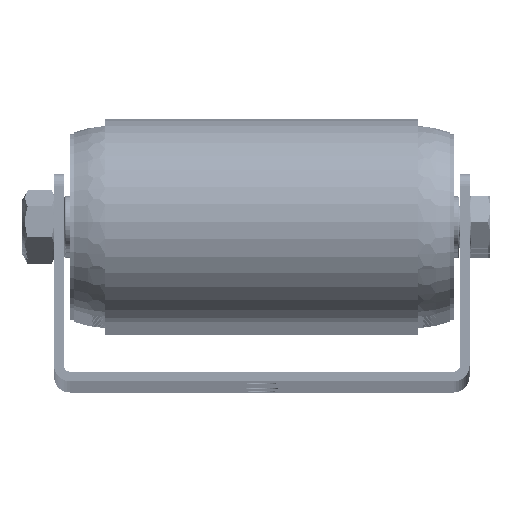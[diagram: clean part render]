
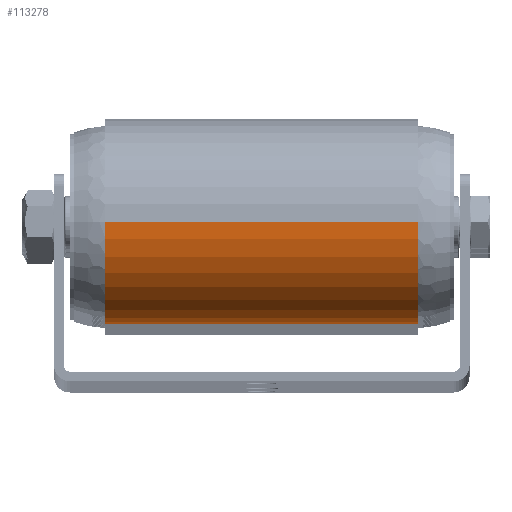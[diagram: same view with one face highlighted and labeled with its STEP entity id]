
A CAD part, top view. The second image highlights one B-rep face of the part: STEP entity #113278.
In plain terms, the highlighted cylindrical face has radius 32 mm (diameter 64 mm), a partial arc.
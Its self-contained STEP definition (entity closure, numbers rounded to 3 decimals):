
#220 = EDGE_CURVE ( 'NONE', #46752, #38629, #4168, .T. ) ;
#4168 = CIRCLE ( 'NONE', #101559, 32. ) ;
#5362 = DIRECTION ( 'NONE',  ( 1., 0., 0. ) ) ;
#10613 = DIRECTION ( 'NONE',  ( 0., 0., 1. ) ) ;
#11747 = DIRECTION ( 'NONE',  ( 0., 0., 1. ) ) ;
#14907 = EDGE_CURVE ( 'NONE', #46752, #124530, #26753, .T. ) ;
#16388 = ORIENTED_EDGE ( 'NONE', *, *, #14907, .T. ) ;
#20676 = AXIS2_PLACEMENT_3D ( 'NONE', #78884, #26835, #50020 ) ;
#22820 = CARTESIAN_POINT ( 'NONE',  ( -49., 50., -18. ) ) ;
#26494 = CARTESIAN_POINT ( 'NONE',  ( -49., 50., -82. ) ) ;
#26753 = LINE ( 'NONE', #26494, #110021 ) ;
#26835 = DIRECTION ( 'NONE',  ( 1., 0., 0. ) ) ;
#38629 = VERTEX_POINT ( 'NONE', #22820 ) ;
#43880 = AXIS2_PLACEMENT_3D ( 'NONE', #51828, #112021, #10613 ) ;
#45236 = FACE_OUTER_BOUND ( 'NONE', #117549, .T. ) ;
#46752 = VERTEX_POINT ( 'NONE', #80281 ) ;
#50020 = DIRECTION ( 'NONE',  ( 0., 0., -1. ) ) ;
#51828 = CARTESIAN_POINT ( 'NONE',  ( 49., 50., -50. ) ) ;
#53845 = CARTESIAN_POINT ( 'NONE',  ( 49., 50., -82. ) ) ;
#71446 = ORIENTED_EDGE ( 'NONE', *, *, #85600, .T. ) ;
#75627 = ORIENTED_EDGE ( 'NONE', *, *, #81743, .F. ) ;
#76850 = CARTESIAN_POINT ( 'NONE',  ( -49., 50., -18. ) ) ;
#77339 = VECTOR ( 'NONE', #5362, 1000. ) ;
#78884 = CARTESIAN_POINT ( 'NONE',  ( -49., 50., -50. ) ) ;
#80281 = CARTESIAN_POINT ( 'NONE',  ( -49., 50., -82. ) ) ;
#81743 = EDGE_CURVE ( 'NONE', #38629, #128282, #111982, .T. ) ;
#85600 = EDGE_CURVE ( 'NONE', #124530, #128282, #103296, .T. ) ;
#96234 = ORIENTED_EDGE ( 'NONE', *, *, #220, .F. ) ;
#98028 = DIRECTION ( 'NONE',  ( 1., 0., 0. ) ) ;
#101559 = AXIS2_PLACEMENT_3D ( 'NONE', #111840, #122377, #11747 ) ;
#101847 = CYLINDRICAL_SURFACE ( 'NONE', #20676, 32. ) ;
#103296 = CIRCLE ( 'NONE', #43880, 32. ) ;
#110021 = VECTOR ( 'NONE', #98028, 1000. ) ;
#111840 = CARTESIAN_POINT ( 'NONE',  ( -49., 50., -50. ) ) ;
#111982 = LINE ( 'NONE', #76850, #77339 ) ;
#112021 = DIRECTION ( 'NONE',  ( -1., 0., 0. ) ) ;
#113278 = ADVANCED_FACE ( 'NONE', ( #45236 ), #101847, .T. ) ;
#117549 = EDGE_LOOP ( 'NONE', ( #75627, #96234, #16388, #71446 ) ) ;
#122377 = DIRECTION ( 'NONE',  ( -1., 0., 0. ) ) ;
#124530 = VERTEX_POINT ( 'NONE', #53845 ) ;
#126895 = CARTESIAN_POINT ( 'NONE',  ( 49., 50., -18. ) ) ;
#128282 = VERTEX_POINT ( 'NONE', #126895 ) ;
